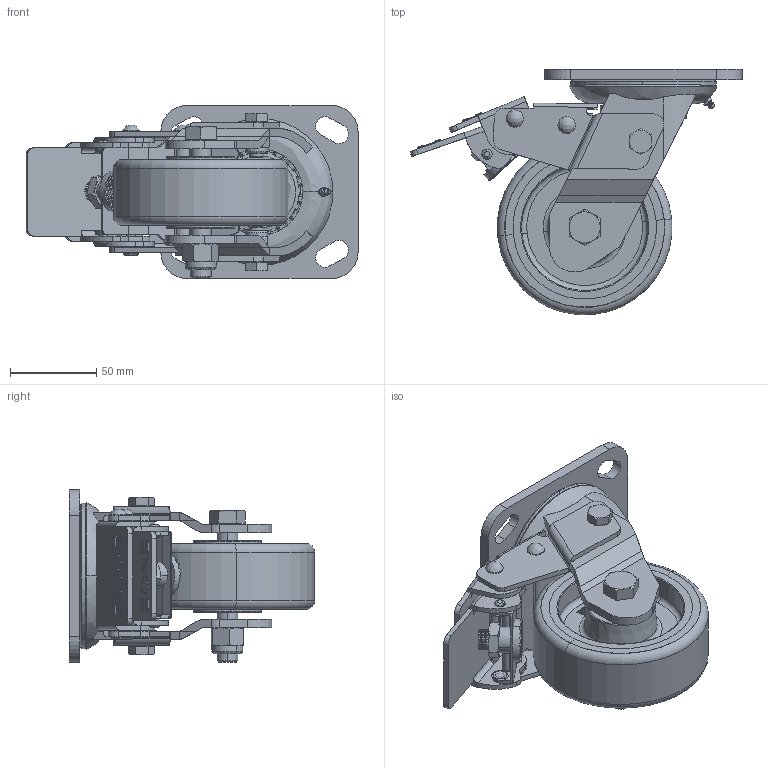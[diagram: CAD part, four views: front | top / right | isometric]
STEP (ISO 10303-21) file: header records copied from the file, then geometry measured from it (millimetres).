
FILE_DESCRIPTION (( 'STEP AP203' ), '1' );
FILE_NAME ('S4456SLB.STEP', '2020-02-24T05:23:42', ( '' ), ( '' ), 'SwSTEP 2.0', 'SolidWorks 2013', '' );
FILE_SCHEMA (( 'CONFIG_CONTROL_DESIGN' ));
Length unit declared in the file: millimetre
Products named in the file (1): S4456SLB
Bounding box: 192.03 x 141.86 x 100 mm (x, y, z)
Volume: 454738.5 mm3; surface area: 188900.3 mm2
Topology: 62 solids, 62 shells, 2032 faces, 4938 edges, 2951 vertices
Faces by surface type: plane 1043, cylinder 429, bspline 365, cone 162, torus 33
Entity records: 68295 total; most frequent: CARTESIAN_POINT 23827, ORIENTED_EDGE 9580, DIRECTION 8591, EDGE_CURVE 4790, VERTEX_POINT 2951, AXIS2_PLACEMENT_3D 2949, VECTOR 2693, LINE 2693
